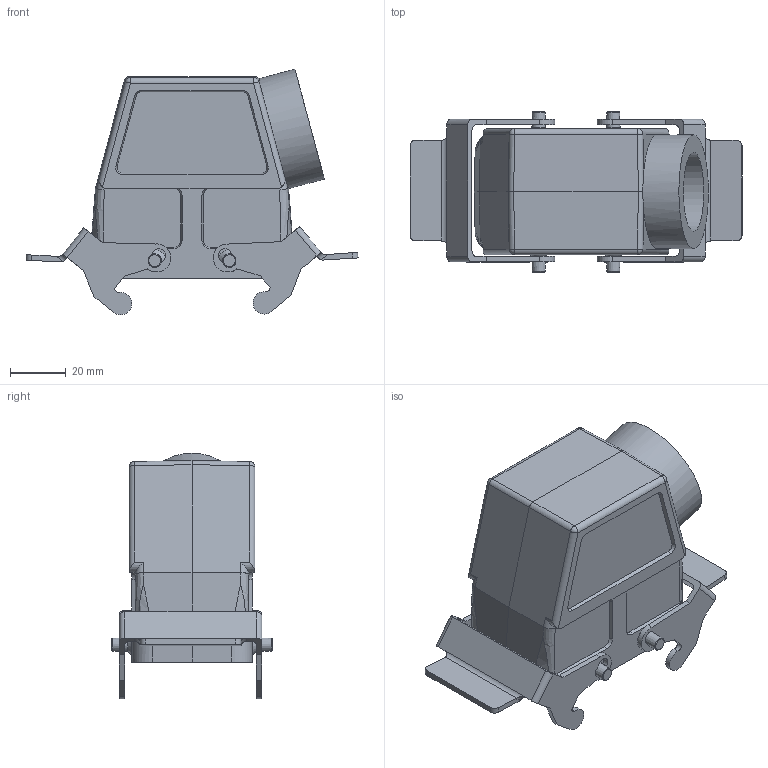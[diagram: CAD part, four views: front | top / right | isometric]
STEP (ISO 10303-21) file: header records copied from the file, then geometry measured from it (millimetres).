
FILE_DESCRIPTION((''),'2;1');
FILE_NAME('04300100532.stp','2020-07-07T14:11:41',('e.eickhoff'),(''),'Autodesk Inventor 2012','Autodesk Inventor 2012','');
FILE_SCHEMA(('AUTOMOTIVE_DESIGN { 1 0 10303 214 1 1 1 1 }'));
Length unit declared in the file: millimetre
Products named in the file (3): 04300100532; Metallbügel Quer
Assembly tree (3 placements, depth 2):
  04300100532
    Metallbügel Quer  x2
    04300100532
Bounding box: 118.6 x 57.2 x 87.71 mm (x, y, z)
Volume: 76617.7 mm3; surface area: 45734.6 mm2
Topology: 3 solids, 3 shells, 389 faces, 1035 edges, 674 vertices
Faces by surface type: plane 224, cylinder 94, cone 42, bspline 19, sphere 10
Full cylindrical faces by diameter (mm): 3 x4, 24 x1, 28.3 x1, 40.6 x1
Entity records: 12043 total; most frequent: CARTESIAN_POINT 3657, ORIENTED_EDGE 1718, DIRECTION 1639, EDGE_CURVE 859, VERTEX_POINT 570, VECTOR 549, LINE 549, AXIS2_PLACEMENT_3D 545
